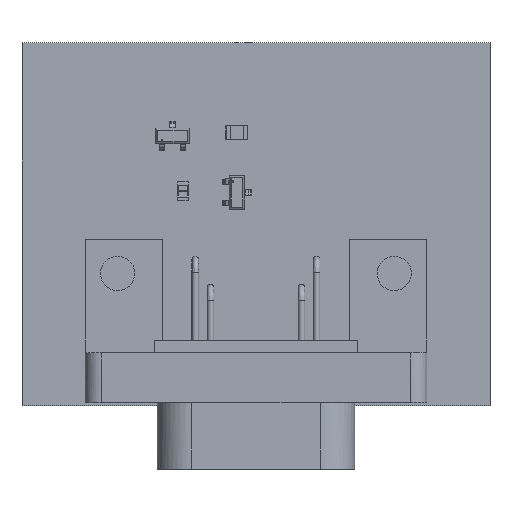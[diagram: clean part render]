
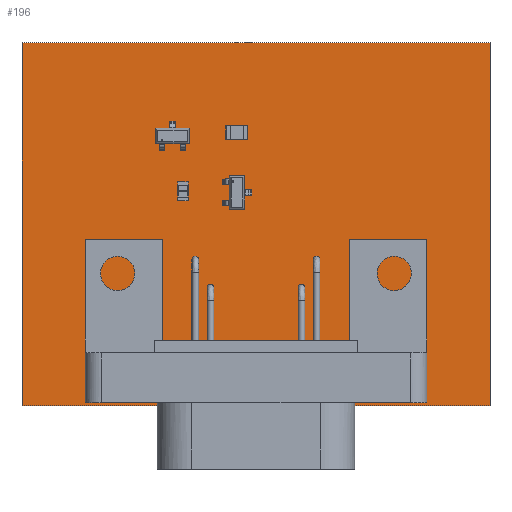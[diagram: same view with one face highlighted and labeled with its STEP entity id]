
A CAD part, top view. The second image highlights one B-rep face of the part: STEP entity #196.
In plain terms, the highlighted planar face has unit normal (0, 0, 1).
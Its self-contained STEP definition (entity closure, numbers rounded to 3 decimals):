
#67 = VERTEX_POINT('',#68);
#68 = CARTESIAN_POINT('',(0.,0.,0.));
#74 = EDGE_CURVE('',#67,#75,#77,.T.);
#75 = VERTEX_POINT('',#76);
#76 = CARTESIAN_POINT('',(42.3,0.,0.));
#77 = LINE('',#78,#79);
#78 = CARTESIAN_POINT('',(0.,0.,0.));
#79 = VECTOR('',#80,1.);
#80 = DIRECTION('',(1.,0.,0.));
#105 = EDGE_CURVE('',#75,#106,#108,.T.);
#106 = VERTEX_POINT('',#107);
#107 = CARTESIAN_POINT('',(42.3,32.8,0.));
#108 = LINE('',#109,#110);
#109 = CARTESIAN_POINT('',(42.3,0.,0.));
#110 = VECTOR('',#111,1.);
#111 = DIRECTION('',(0.,1.,0.));
#136 = EDGE_CURVE('',#106,#137,#139,.T.);
#137 = VERTEX_POINT('',#138);
#138 = CARTESIAN_POINT('',(0.,32.8,0.));
#139 = LINE('',#140,#141);
#140 = CARTESIAN_POINT('',(42.3,32.8,0.));
#141 = VECTOR('',#142,1.);
#142 = DIRECTION('',(-1.,0.,0.));
#167 = EDGE_CURVE('',#137,#67,#168,.T.);
#168 = LINE('',#169,#170);
#169 = CARTESIAN_POINT('',(0.,32.8,0.));
#170 = VECTOR('',#171,1.);
#171 = DIRECTION('',(0.,-1.,0.));
#196 = ADVANCED_FACE('',(#197),#203,.F.);
#197 = FACE_BOUND('',#198,.T.);
#198 = EDGE_LOOP('',(#199,#200,#201,#202));
#199 = ORIENTED_EDGE('',*,*,#74,.T.);
#200 = ORIENTED_EDGE('',*,*,#105,.T.);
#201 = ORIENTED_EDGE('',*,*,#136,.T.);
#202 = ORIENTED_EDGE('',*,*,#167,.T.);
#203 = PLANE('',#204);
#204 = AXIS2_PLACEMENT_3D('',#205,#206,#207);
#205 = CARTESIAN_POINT('',(0.,0.,0.));
#206 = DIRECTION('',(0.,0.,-1.));
#207 = DIRECTION('',(-1.,0.,0.));
